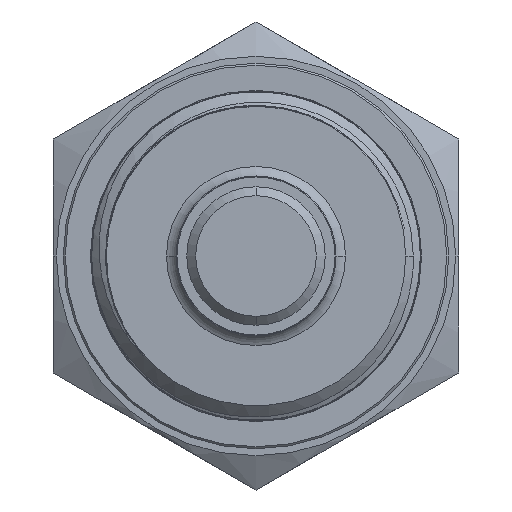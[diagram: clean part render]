
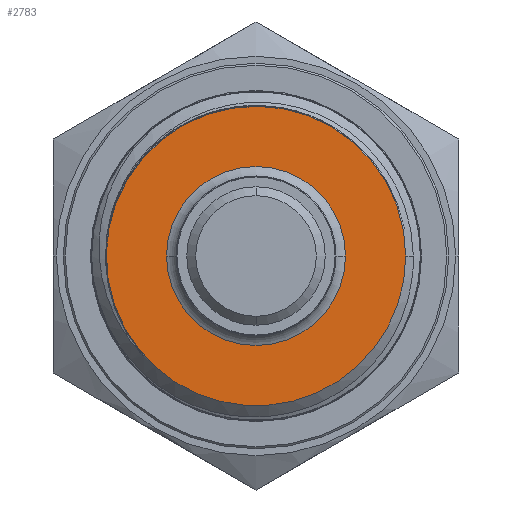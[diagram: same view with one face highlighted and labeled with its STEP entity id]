
A CAD part, front view. The second image highlights one B-rep face of the part: STEP entity #2783.
In plain terms, the highlighted planar face has unit normal (0, -1, 0).
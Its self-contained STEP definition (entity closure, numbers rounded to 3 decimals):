
#115 = EDGE_CURVE ( 'NONE', #3113, #5641, #9146, .T. ) ;
#174 = VERTEX_POINT ( 'NONE', #1926 ) ;
#1120 = DIRECTION ( 'NONE',  ( 0., -1., 0. ) ) ;
#1926 = CARTESIAN_POINT ( 'NONE',  ( 15.145, -21.5, 0. ) ) ;
#2091 = DIRECTION ( 'NONE',  ( 0., -1., 0. ) ) ;
#2783 = ADVANCED_FACE ( 'NONE', ( #8675, #15148 ), #12611, .T. ) ;
#2840 = DIRECTION ( 'NONE',  ( 1., 0., 0. ) ) ;
#3113 = VERTEX_POINT ( 'NONE', #13664 ) ;
#3921 = DIRECTION ( 'NONE',  ( 0., 1., 0. ) ) ;
#4089 = CARTESIAN_POINT ( 'NONE',  ( 0., -21.5, 0. ) ) ;
#4377 = ORIENTED_EDGE ( 'NONE', *, *, #10185, .F. ) ;
#4530 = CIRCLE ( 'NONE', #13932, 15.145 ) ;
#5641 = VERTEX_POINT ( 'NONE', #11680 ) ;
#7416 = DIRECTION ( 'NONE',  ( 0., 0., -1. ) ) ;
#7876 = ORIENTED_EDGE ( 'NONE', *, *, #115, .F. ) ;
#7950 = AXIS2_PLACEMENT_3D ( 'NONE', #10095, #1120, #7416 ) ;
#8313 = DIRECTION ( 'NONE',  ( 1., 0., 0. ) ) ;
#8493 = ORIENTED_EDGE ( 'NONE', *, *, #9519, .T. ) ;
#8573 = CIRCLE ( 'NONE', #14211, 9.05 ) ;
#8675 = FACE_BOUND ( 'NONE', #10138, .T. ) ;
#8891 = CARTESIAN_POINT ( 'NONE',  ( 0., -21.5, 0. ) ) ;
#8979 = DIRECTION ( 'NONE',  ( 1., 0., 0. ) ) ;
#9052 = DIRECTION ( 'NONE',  ( 1., 0., 0. ) ) ;
#9146 = CIRCLE ( 'NONE', #11829, 9.05 ) ;
#9519 = EDGE_CURVE ( 'NONE', #174, #12714, #4530, .T. ) ;
#10095 = CARTESIAN_POINT ( 'NONE',  ( 0., -21.5, 0. ) ) ;
#10138 = EDGE_LOOP ( 'NONE', ( #14222, #7876 ) ) ;
#10185 = EDGE_CURVE ( 'NONE', #174, #12714, #16096, .T. ) ;
#11057 = EDGE_LOOP ( 'NONE', ( #8493, #4377 ) ) ;
#11125 = CARTESIAN_POINT ( 'NONE',  ( -13.27, -21.5, -7.301 ) ) ;
#11680 = CARTESIAN_POINT ( 'NONE',  ( -9.05, -21.5, 0. ) ) ;
#11822 = CARTESIAN_POINT ( 'NONE',  ( 0., -21.5, 0. ) ) ;
#11829 = AXIS2_PLACEMENT_3D ( 'NONE', #12412, #2091, #8313 ) ;
#12066 = AXIS2_PLACEMENT_3D ( 'NONE', #11822, #3921, #9052 ) ;
#12341 = EDGE_CURVE ( 'NONE', #3113, #5641, #8573, .T. ) ;
#12412 = CARTESIAN_POINT ( 'NONE',  ( 0., -21.5, 0. ) ) ;
#12611 = PLANE ( 'NONE',  #7950 ) ;
#12714 = VERTEX_POINT ( 'NONE', #11125 ) ;
#13664 = CARTESIAN_POINT ( 'NONE',  ( 9.05, -21.5, 0. ) ) ;
#13932 = AXIS2_PLACEMENT_3D ( 'NONE', #4089, #14361, #2840 ) ;
#14030 = DIRECTION ( 'NONE',  ( 0., 1., 0. ) ) ;
#14211 = AXIS2_PLACEMENT_3D ( 'NONE', #8891, #14030, #8979 ) ;
#14222 = ORIENTED_EDGE ( 'NONE', *, *, #12341, .T. ) ;
#14361 = DIRECTION ( 'NONE',  ( 0., -1., 0. ) ) ;
#15148 = FACE_OUTER_BOUND ( 'NONE', #11057, .T. ) ;
#16096 = CIRCLE ( 'NONE', #12066, 15.145 ) ;
